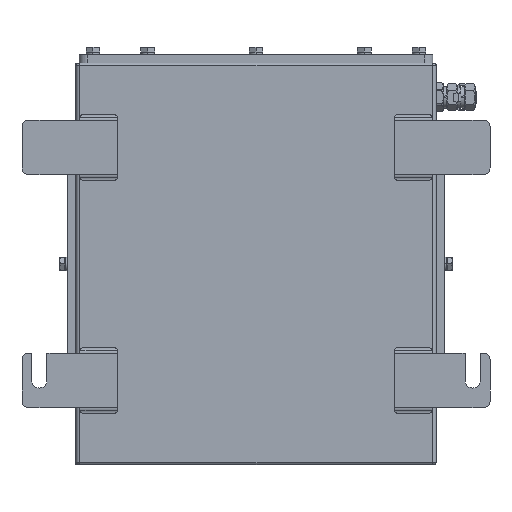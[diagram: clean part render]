
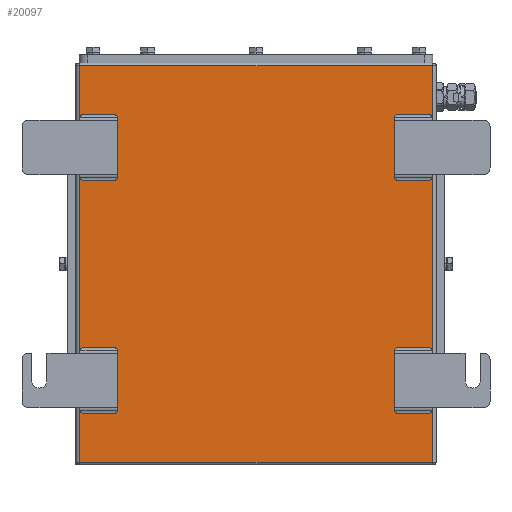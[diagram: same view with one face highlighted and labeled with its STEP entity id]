
A CAD part, front view. The second image highlights one B-rep face of the part: STEP entity #20097.
In plain terms, the highlighted planar face has unit normal (0, -1, 0).
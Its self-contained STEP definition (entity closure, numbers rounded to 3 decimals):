
#558=FACE_BOUND('',#3516,.T.);
#559=FACE_BOUND('',#3517,.T.);
#560=FACE_BOUND('',#3518,.T.);
#561=FACE_BOUND('',#3519,.T.);
#562=FACE_BOUND('',#3520,.T.);
#563=FACE_BOUND('',#3521,.T.);
#564=FACE_BOUND('',#3522,.T.);
#565=FACE_BOUND('',#3523,.T.);
#1019=PLANE('',#21972);
#2295=FACE_OUTER_BOUND('',#3515,.T.);
#3515=EDGE_LOOP('',(#16338,#16339,#16340,#16341));
#3516=EDGE_LOOP('',(#16342,#16343));
#3517=EDGE_LOOP('',(#16344,#16345));
#3518=EDGE_LOOP('',(#16346,#16347));
#3519=EDGE_LOOP('',(#16348,#16349));
#3520=EDGE_LOOP('',(#16350,#16351));
#3521=EDGE_LOOP('',(#16352,#16353));
#3522=EDGE_LOOP('',(#16354,#16355));
#3523=EDGE_LOOP('',(#16356,#16357));
#4823=LINE('',#28456,#6226);
#4837=LINE('',#28900,#6240);
#5739=LINE('',#34173,#7142);
#5740=LINE('',#34174,#7143);
#5741=LINE('',#34177,#7144);
#5742=LINE('',#34180,#7145);
#5743=LINE('',#34183,#7146);
#5744=LINE('',#34186,#7147);
#5745=LINE('',#34189,#7148);
#5746=LINE('',#34192,#7149);
#5747=LINE('',#34195,#7150);
#5748=LINE('',#34198,#7151);
#6226=VECTOR('',#22805,10.);
#6240=VECTOR('',#22871,10.);
#7142=VECTOR('',#26481,10.);
#7143=VECTOR('',#26482,10.);
#7144=VECTOR('',#26483,10.);
#7145=VECTOR('',#26484,10.);
#7146=VECTOR('',#26485,10.);
#7147=VECTOR('',#26486,10.);
#7148=VECTOR('',#26487,10.);
#7149=VECTOR('',#26488,10.);
#7150=VECTOR('',#26489,10.);
#7151=VECTOR('',#26490,10.);
#7780=VERTEX_POINT('',#28446);
#7782=VERTEX_POINT('',#28452);
#7809=VERTEX_POINT('',#28890);
#7811=VERTEX_POINT('',#28896);
#8950=VERTEX_POINT('',#34175);
#8951=VERTEX_POINT('',#34176);
#8952=VERTEX_POINT('',#34178);
#8953=VERTEX_POINT('',#34179);
#8954=VERTEX_POINT('',#34181);
#8955=VERTEX_POINT('',#34182);
#8956=VERTEX_POINT('',#34184);
#8957=VERTEX_POINT('',#34185);
#8958=VERTEX_POINT('',#34187);
#8959=VERTEX_POINT('',#34188);
#8960=VERTEX_POINT('',#34190);
#8961=VERTEX_POINT('',#34191);
#8962=VERTEX_POINT('',#34193);
#8963=VERTEX_POINT('',#34194);
#8964=VERTEX_POINT('',#34196);
#8965=VERTEX_POINT('',#34197);
#9576=EDGE_CURVE('',#7780,#7782,#4823,.T.);
#9624=EDGE_CURVE('',#7809,#7811,#4837,.T.);
#11516=EDGE_CURVE('',#7780,#7811,#5739,.T.);
#11517=EDGE_CURVE('',#7809,#7782,#5740,.T.);
#11518=EDGE_CURVE('',#8950,#8951,#5741,.T.);
#11519=EDGE_CURVE('',#8952,#8953,#5742,.T.);
#11520=EDGE_CURVE('',#8954,#8955,#5743,.T.);
#11521=EDGE_CURVE('',#8956,#8957,#5744,.T.);
#11522=EDGE_CURVE('',#8958,#8959,#5745,.T.);
#11523=EDGE_CURVE('',#8960,#8961,#5746,.T.);
#11524=EDGE_CURVE('',#8962,#8963,#5747,.T.);
#11525=EDGE_CURVE('',#8964,#8965,#5748,.T.);
#16338=ORIENTED_EDGE('',*,*,#11516,.T.);
#16339=ORIENTED_EDGE('',*,*,#9624,.F.);
#16340=ORIENTED_EDGE('',*,*,#11517,.T.);
#16341=ORIENTED_EDGE('',*,*,#9576,.F.);
#16342=ORIENTED_EDGE('',*,*,#11518,.T.);
#16343=ORIENTED_EDGE('',*,*,#11518,.F.);
#16344=ORIENTED_EDGE('',*,*,#11519,.T.);
#16345=ORIENTED_EDGE('',*,*,#11519,.F.);
#16346=ORIENTED_EDGE('',*,*,#11520,.T.);
#16347=ORIENTED_EDGE('',*,*,#11520,.F.);
#16348=ORIENTED_EDGE('',*,*,#11521,.T.);
#16349=ORIENTED_EDGE('',*,*,#11521,.F.);
#16350=ORIENTED_EDGE('',*,*,#11522,.T.);
#16351=ORIENTED_EDGE('',*,*,#11522,.F.);
#16352=ORIENTED_EDGE('',*,*,#11523,.T.);
#16353=ORIENTED_EDGE('',*,*,#11523,.F.);
#16354=ORIENTED_EDGE('',*,*,#11524,.T.);
#16355=ORIENTED_EDGE('',*,*,#11524,.F.);
#16356=ORIENTED_EDGE('',*,*,#11525,.T.);
#16357=ORIENTED_EDGE('',*,*,#11525,.F.);
#20097=ADVANCED_FACE('',(#2295,#558,#559,#560,#561,#562,#563,#564,#565),
#1019,.F.);
#21972=AXIS2_PLACEMENT_3D('',#34172,#26479,#26480);
#22805=DIRECTION('',(-1.,0.,0.));
#22871=DIRECTION('',(1.,0.,0.));
#26479=DIRECTION('center_axis',(0.,1.,0.));
#26480=DIRECTION('ref_axis',(-1.,0.,0.));
#26481=DIRECTION('',(0.,0.,1.));
#26482=DIRECTION('',(0.,0.,-1.));
#26483=DIRECTION('',(-1.,0.,0.));
#26484=DIRECTION('',(1.,0.,0.));
#26485=DIRECTION('',(1.,0.,0.));
#26486=DIRECTION('',(-1.,0.,0.));
#26487=DIRECTION('',(-1.,0.,0.));
#26488=DIRECTION('',(1.,0.,0.));
#26489=DIRECTION('',(1.,0.,0.));
#26490=DIRECTION('',(-1.,0.,0.));
#28446=CARTESIAN_POINT('',(128.5,0.,-144.5));
#28452=CARTESIAN_POINT('',(-128.5,0.,-144.5));
#28456=CARTESIAN_POINT('',(-64.25,0.,-144.5));
#28890=CARTESIAN_POINT('',(-128.5,0.,144.5));
#28896=CARTESIAN_POINT('',(128.5,0.,144.5));
#28900=CARTESIAN_POINT('',(-64.25,0.,144.5));
#34172=CARTESIAN_POINT('Origin',(0.,0.,0.));
#34173=CARTESIAN_POINT('',(128.5,0.,-71.75));
#34174=CARTESIAN_POINT('',(-128.5,0.,71.75));
#34175=CARTESIAN_POINT('',(125.7,0.,-109.));
#34176=CARTESIAN_POINT('',(103.7,0.,-109.));
#34177=CARTESIAN_POINT('',(50.35,0.,-109.));
#34178=CARTESIAN_POINT('',(103.7,0.,-61.));
#34179=CARTESIAN_POINT('',(125.7,0.,-61.));
#34180=CARTESIAN_POINT('',(50.35,0.,-61.));
#34181=CARTESIAN_POINT('',(-125.7,0.,-61.));
#34182=CARTESIAN_POINT('',(-103.7,0.,-61.));
#34183=CARTESIAN_POINT('',(-64.35,0.,-61.));
#34184=CARTESIAN_POINT('',(-103.7,0.,-109.));
#34185=CARTESIAN_POINT('',(-125.7,0.,-109.));
#34186=CARTESIAN_POINT('',(-64.35,0.,-109.));
#34187=CARTESIAN_POINT('',(-103.7,0.,61.));
#34188=CARTESIAN_POINT('',(-125.7,0.,61.));
#34189=CARTESIAN_POINT('',(-50.35,0.,61.));
#34190=CARTESIAN_POINT('',(-125.7,0.,109.));
#34191=CARTESIAN_POINT('',(-103.7,0.,109.));
#34192=CARTESIAN_POINT('',(-50.35,0.,109.));
#34193=CARTESIAN_POINT('',(103.7,0.,109.));
#34194=CARTESIAN_POINT('',(125.7,0.,109.));
#34195=CARTESIAN_POINT('',(50.35,0.,109.));
#34196=CARTESIAN_POINT('',(125.7,0.,61.));
#34197=CARTESIAN_POINT('',(103.7,0.,61.));
#34198=CARTESIAN_POINT('',(50.35,0.,61.));
